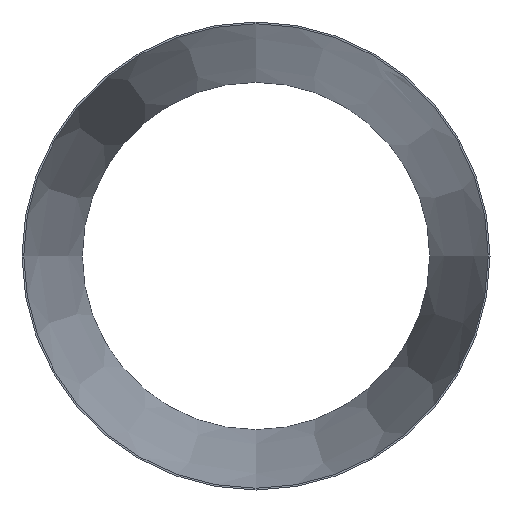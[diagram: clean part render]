
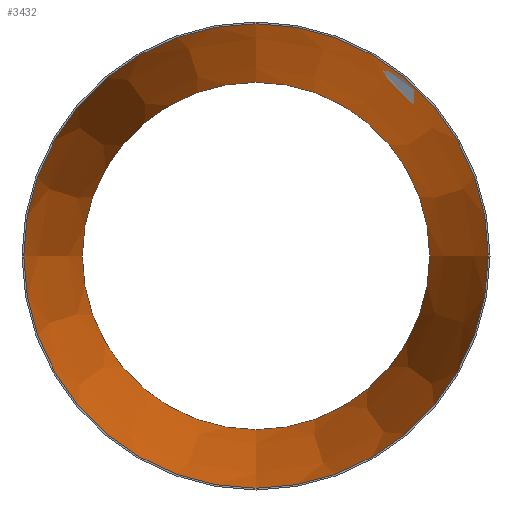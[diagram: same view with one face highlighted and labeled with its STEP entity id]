
A CAD part, front view. The second image highlights one B-rep face of the part: STEP entity #3432.
In plain terms, the highlighted conical face has half-angle 9.465 degrees and reference radius 403.359 mm.
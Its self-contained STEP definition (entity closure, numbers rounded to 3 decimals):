
#3432 = ADVANCED_FACE ( 'NONE', ( #33991, #6921 ), #22534, .F. ) ;
#6921 = FACE_OUTER_BOUND ( 'NONE', #46098, .T. ) ;
#11260 = CIRCLE ( 'NONE', #43231, 301.659 ) ;
#18741 = AXIS2_PLACEMENT_3D ( 'NONE', #38120, #51635, #28707 ) ;
#22346 = DIRECTION ( 'NONE',  ( 0., 0., -1. ) ) ;
#22534 = CONICAL_SURFACE ( 'NONE', #18741, 403.359, 0.165 ) ;
#23540 = CARTESIAN_POINT ( 'NONE',  ( 0., 610., -301.659 ) ) ;
#28220 = CARTESIAN_POINT ( 'NONE',  ( 0., 0., 0. ) ) ;
#28707 = DIRECTION ( 'NONE',  ( 0., 0., -1. ) ) ;
#30231 = CIRCLE ( 'NONE', #32105, 403.359 ) ;
#30911 = DIRECTION ( 'NONE',  ( 0., -1., 0. ) ) ;
#32105 = AXIS2_PLACEMENT_3D ( 'NONE', #28220, #33224, #50276 ) ;
#33224 = DIRECTION ( 'NONE',  ( 0., -1., 0. ) ) ;
#33991 = FACE_BOUND ( 'NONE', #55919, .T. ) ;
#37089 = VERTEX_POINT ( 'NONE', #23540 ) ;
#38120 = CARTESIAN_POINT ( 'NONE',  ( 0., 0., 0. ) ) ;
#38582 = CARTESIAN_POINT ( 'NONE',  ( 0., 610., 0. ) ) ;
#39424 = ORIENTED_EDGE ( 'NONE', *, *, #43875, .T. ) ;
#41473 = ORIENTED_EDGE ( 'NONE', *, *, #50313, .F. ) ;
#41499 = CARTESIAN_POINT ( 'NONE',  ( 0., 0., -403.359 ) ) ;
#43231 = AXIS2_PLACEMENT_3D ( 'NONE', #38582, #30911, #22346 ) ;
#43875 = EDGE_CURVE ( 'NONE', #50312, #50312, #30231, .T. ) ;
#46098 = EDGE_LOOP ( 'NONE', ( #39424 ) ) ;
#50276 = DIRECTION ( 'NONE',  ( 0., 0., -1. ) ) ;
#50312 = VERTEX_POINT ( 'NONE', #41499 ) ;
#50313 = EDGE_CURVE ( 'NONE', #37089, #37089, #11260, .T. ) ;
#51635 = DIRECTION ( 'NONE',  ( 0., -1., 0. ) ) ;
#55919 = EDGE_LOOP ( 'NONE', ( #41473 ) ) ;
